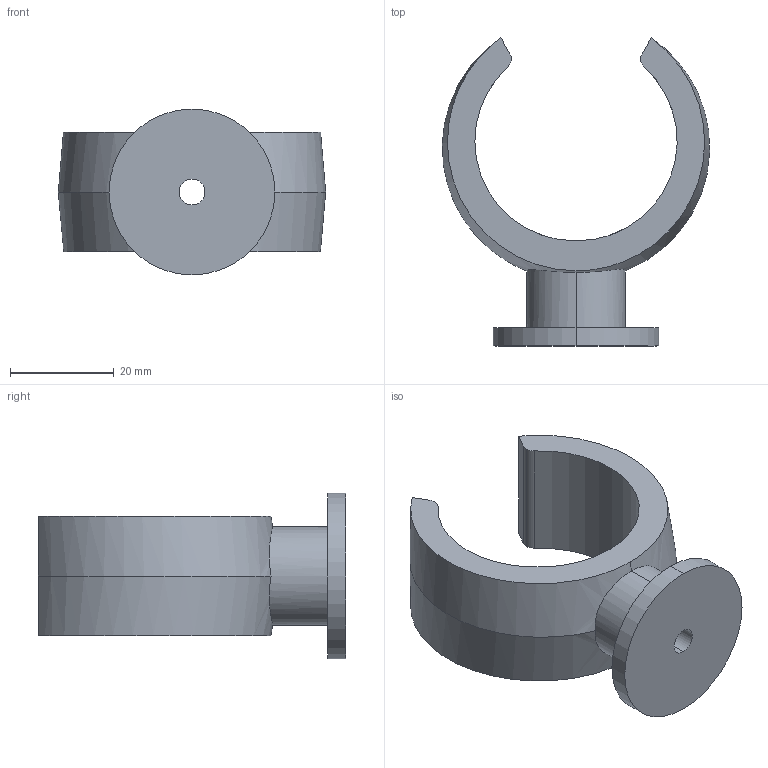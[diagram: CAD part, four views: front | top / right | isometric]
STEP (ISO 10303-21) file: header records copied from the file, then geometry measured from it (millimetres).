
FILE_DESCRIPTION (( 'STEP AP214' ), '1' );
FILE_NAME ('2140411.stp', '2020-09-10T13:42:36', ( '' ), ( '' ), 'SwSTEP 2.0', 'SolidWorks 2020', '' );
FILE_SCHEMA (( 'AUTOMOTIVE_DESIGN' ));
Length unit declared in the file: millimetre
Products named in the file (1): 2140411
Bounding box: 51.57 x 59.42 x 32 mm (x, y, z)
Volume: 19911.9 mm3; surface area: 9131.2 mm2
Topology: 1 solids, 1 shells, 27 faces, 70 edges, 46 vertices
Faces by surface type: cylinder 12, plane 9, bspline 4, cone 2
Entity records: 1712 total; most frequent: CARTESIAN_POINT 1026, ORIENTED_EDGE 140, DIRECTION 130, EDGE_CURVE 70, AXIS2_PLACEMENT_3D 52, VERTEX_POINT 46, EDGE_LOOP 30, CIRCLE 28
